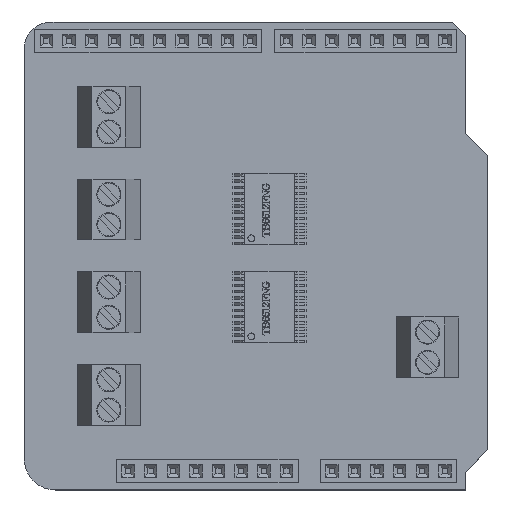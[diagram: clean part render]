
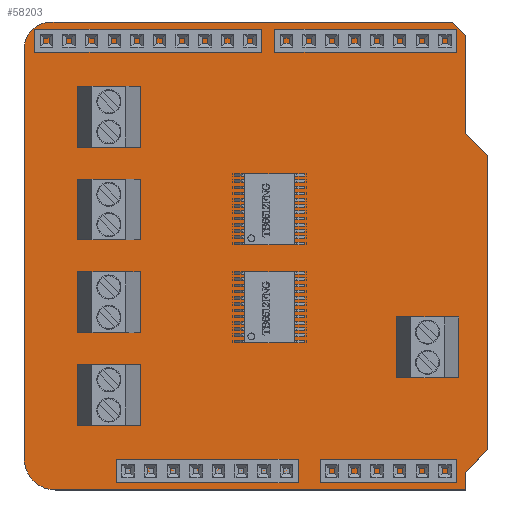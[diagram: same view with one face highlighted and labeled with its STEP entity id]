
A CAD part, top view. The second image highlights one B-rep face of the part: STEP entity #58203.
In plain terms, the highlighted planar face has unit normal (0, 0, 1).
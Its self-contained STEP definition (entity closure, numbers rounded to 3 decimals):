
#16 = DIRECTION ( 'NONE',  ( 1., 0., 0. ) ) ;
#143 = VERTEX_POINT ( 'NONE', #64389 ) ;
#158 = CARTESIAN_POINT ( 'NONE',  ( 20.291, 32.89, 1.6 ) ) ;
#290 = EDGE_CURVE ( 'NONE', #57072, #19892, #59607, .T. ) ;
#420 = AXIS2_PLACEMENT_3D ( 'NONE', #65963, #6774, #38789 ) ;
#867 = CARTESIAN_POINT ( 'NONE',  ( -24.709, 29.89, 1.6 ) ) ;
#1256 = DIRECTION ( 'NONE',  ( 1., 0., 0. ) ) ;
#1407 = EDGE_CURVE ( 'NONE', #52081, #143, #8599, .T. ) ;
#2129 = VECTOR ( 'NONE', #25315, 1000. ) ;
#3665 = VERTEX_POINT ( 'NONE', #18845 ) ;
#4776 = CARTESIAN_POINT ( 'NONE',  ( 24.291, -15.114, 1.6 ) ) ;
#5177 = ORIENTED_EDGE ( 'NONE', *, *, #1407, .T. ) ;
#5568 = CARTESIAN_POINT ( 'NONE',  ( 21.791, 20.39, 1.6 ) ) ;
#5757 = DIRECTION ( 'NONE',  ( -0.707, 0.707, 0. ) ) ;
#6589 = CARTESIAN_POINT ( 'NONE',  ( 21.791, 31.39, 1.6 ) ) ;
#6774 = DIRECTION ( 'NONE',  ( 0., 0., 1. ) ) ;
#6986 = CARTESIAN_POINT ( 'NONE',  ( 24.291, 17.89, 1.6 ) ) ;
#8599 = LINE ( 'NONE', #13974, #2129 ) ;
#10025 = CARTESIAN_POINT ( 'NONE',  ( -24.709, 32.89, 1.6 ) ) ;
#10666 = VECTOR ( 'NONE', #23908, 1000. ) ;
#10746 = DIRECTION ( 'NONE',  ( -1., 0., 0. ) ) ;
#10805 = DIRECTION ( 'NONE',  ( 0.707, 0.707, 0. ) ) ;
#10901 = ORIENTED_EDGE ( 'NONE', *, *, #19260, .T. ) ;
#11270 = CARTESIAN_POINT ( 'NONE',  ( 21.791, -17.614, 1.6 ) ) ;
#11423 = VERTEX_POINT ( 'NONE', #48810 ) ;
#11440 = CARTESIAN_POINT ( 'NONE',  ( 20.291, 32.89, 1.6 ) ) ;
#11610 = LINE ( 'NONE', #6986, #21971 ) ;
#12324 = DIRECTION ( 'NONE',  ( 0., 1., 0. ) ) ;
#12935 = EDGE_CURVE ( 'NONE', #11423, #34205, #33880, .T. ) ;
#13222 = EDGE_CURVE ( 'NONE', #66841, #52081, #61880, .T. ) ;
#13699 = CARTESIAN_POINT ( 'NONE',  ( -24.209, -16.114, 1.6 ) ) ;
#13974 = CARTESIAN_POINT ( 'NONE',  ( -27.709, 29.89, 1.6 ) ) ;
#15046 = VECTOR ( 'NONE', #16, 1000. ) ;
#17232 = VECTOR ( 'NONE', #5757, 1000. ) ;
#18845 = CARTESIAN_POINT ( 'NONE',  ( -24.209, -19.614, 1.6 ) ) ;
#19099 = VECTOR ( 'NONE', #67847, 1000. ) ;
#19260 = EDGE_CURVE ( 'NONE', #31986, #57072, #44048, .T. ) ;
#19694 = DIRECTION ( 'NONE',  ( 0., 0., 1. ) ) ;
#19892 = VERTEX_POINT ( 'NONE', #65421 ) ;
#21971 = VECTOR ( 'NONE', #33312, 1000. ) ;
#22147 = ORIENTED_EDGE ( 'NONE', *, *, #59930, .T. ) ;
#22299 = CARTESIAN_POINT ( 'NONE',  ( 21.791, -19.614, 1.6 ) ) ;
#23638 = VERTEX_POINT ( 'NONE', #158 ) ;
#23908 = DIRECTION ( 'NONE',  ( -0.707, 0.707, 0. ) ) ;
#25315 = DIRECTION ( 'NONE',  ( 0., -1., 0. ) ) ;
#25726 = DIRECTION ( 'NONE',  ( 1., 0., 0. ) ) ;
#26621 = ORIENTED_EDGE ( 'NONE', *, *, #12935, .T. ) ;
#31478 = EDGE_CURVE ( 'NONE', #66889, #23638, #66684, .T. ) ;
#31986 = VERTEX_POINT ( 'NONE', #22299 ) ;
#32395 = CARTESIAN_POINT ( 'NONE',  ( 21.791, -19.614, 1.6 ) ) ;
#32424 = LINE ( 'NONE', #10025, #38405 ) ;
#32991 = EDGE_CURVE ( 'NONE', #34205, #66889, #35375, .T. ) ;
#33312 = DIRECTION ( 'NONE',  ( 0., 1., 0. ) ) ;
#33754 = ORIENTED_EDGE ( 'NONE', *, *, #48024, .T. ) ;
#33880 = LINE ( 'NONE', #55652, #10666 ) ;
#34205 = VERTEX_POINT ( 'NONE', #5568 ) ;
#35375 = LINE ( 'NONE', #55724, #19099 ) ;
#36883 = FACE_OUTER_BOUND ( 'NONE', #44493, .T. ) ;
#37408 = LINE ( 'NONE', #32395, #15046 ) ;
#38405 = VECTOR ( 'NONE', #10746, 1000. ) ;
#38789 = DIRECTION ( 'NONE',  ( 1., 0., 0. ) ) ;
#39091 = ORIENTED_EDGE ( 'NONE', *, *, #13222, .T. ) ;
#43618 = EDGE_CURVE ( 'NONE', #23638, #66841, #32424, .T. ) ;
#43660 = CARTESIAN_POINT ( 'NONE',  ( -24.709, 32.89, 1.6 ) ) ;
#43670 = DIRECTION ( 'NONE',  ( 0., 0., 1. ) ) ;
#44048 = LINE ( 'NONE', #11270, #69302 ) ;
#44357 = VECTOR ( 'NONE', #10805, 1000. ) ;
#44493 = EDGE_LOOP ( 'NONE', ( #39091, #5177, #51527, #33754, #10901, #52955, #22147, #26621, #52926, #63566, #49387 ) ) ;
#45609 = CARTESIAN_POINT ( 'NONE',  ( -27.709, 29.89, 1.6 ) ) ;
#48024 = EDGE_CURVE ( 'NONE', #3665, #31986, #37408, .T. ) ;
#48810 = CARTESIAN_POINT ( 'NONE',  ( 24.291, 17.89, 1.6 ) ) ;
#49387 = ORIENTED_EDGE ( 'NONE', *, *, #43618, .T. ) ;
#51527 = ORIENTED_EDGE ( 'NONE', *, *, #51747, .T. ) ;
#51747 = EDGE_CURVE ( 'NONE', #143, #3665, #57461, .T. ) ;
#52081 = VERTEX_POINT ( 'NONE', #45609 ) ;
#52510 = AXIS2_PLACEMENT_3D ( 'NONE', #867, #43670, #1256 ) ;
#52926 = ORIENTED_EDGE ( 'NONE', *, *, #32991, .T. ) ;
#52955 = ORIENTED_EDGE ( 'NONE', *, *, #290, .T. ) ;
#55652 = CARTESIAN_POINT ( 'NONE',  ( 21.791, 20.39, 1.6 ) ) ;
#55724 = CARTESIAN_POINT ( 'NONE',  ( 21.791, 31.39, 1.6 ) ) ;
#57072 = VERTEX_POINT ( 'NONE', #61723 ) ;
#57461 = CIRCLE ( 'NONE', #60888, 3.5 ) ;
#58203 = ADVANCED_FACE ( 'NONE', ( #36883 ), #58615, .T. ) ;
#58615 = PLANE ( 'NONE',  #52510 ) ;
#59607 = LINE ( 'NONE', #4776, #44357 ) ;
#59930 = EDGE_CURVE ( 'NONE', #19892, #11423, #11610, .T. ) ;
#60888 = AXIS2_PLACEMENT_3D ( 'NONE', #13699, #19694, #25726 ) ;
#61723 = CARTESIAN_POINT ( 'NONE',  ( 21.791, -17.614, 1.6 ) ) ;
#61880 = CIRCLE ( 'NONE', #420, 3. ) ;
#63566 = ORIENTED_EDGE ( 'NONE', *, *, #31478, .T. ) ;
#64389 = CARTESIAN_POINT ( 'NONE',  ( -27.709, -16.114, 1.6 ) ) ;
#65421 = CARTESIAN_POINT ( 'NONE',  ( 24.291, -15.114, 1.6 ) ) ;
#65963 = CARTESIAN_POINT ( 'NONE',  ( -24.709, 29.89, 1.6 ) ) ;
#66684 = LINE ( 'NONE', #11440, #17232 ) ;
#66841 = VERTEX_POINT ( 'NONE', #43660 ) ;
#66889 = VERTEX_POINT ( 'NONE', #6589 ) ;
#67847 = DIRECTION ( 'NONE',  ( 0., 1., 0. ) ) ;
#69302 = VECTOR ( 'NONE', #12324, 1000. ) ;
